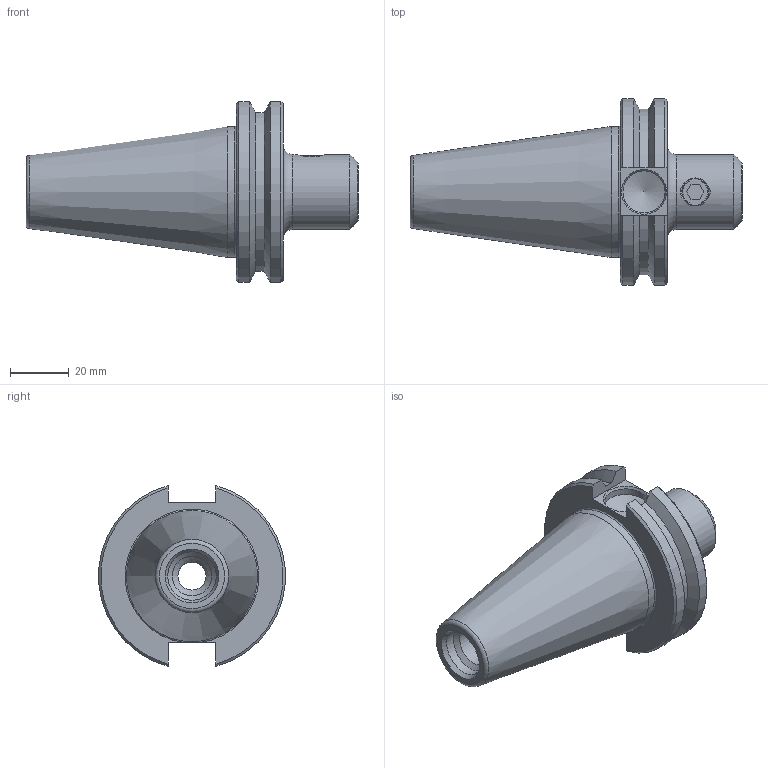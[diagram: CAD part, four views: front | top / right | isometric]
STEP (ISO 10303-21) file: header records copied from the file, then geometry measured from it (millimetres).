
FILE_DESCRIPTION((''),'2;1');
FILE_NAME('C40-37EM1.iam.stp','2014-07-07T09:43:16',(''),(''),'Autodesk Inventor 2012','Autodesk Inventor 2012','');
FILE_SCHEMA(('AUTOMOTIVE_DESIGN { 1 0 10303 214 1 1 1 1 }'));
Length unit declared in the file: inch
Products named in the file (3): C40-37EM1; C40-37EM1-1; 029-902
Assembly tree (2 placements, depth 2):
  C40-37EM1
    C40-37EM1-1
    029-902
Bounding box: 112.71 x 63.26 x 61.38 mm (x, y, z)
Volume: 112395.3 mm3; surface area: 23043.6 mm2
Topology: 2 solids, 2 shells, 57 faces, 141 edges, 90 vertices
Faces by surface type: cone 20, plane 19, cylinder 14, torus 4
Full cylindrical faces by diameter (mm): 8.382 x1, 9.525 x2, 13.386 x1, 14.3 x1, 16.459 x1, 25.4 x1, 44.45 x1
Entity records: 1716 total; most frequent: CARTESIAN_POINT 398, DIRECTION 257, ORIENTED_EDGE 228, EDGE_CURVE 114, AXIS2_PLACEMENT_3D 105, VERTEX_POINT 85, EDGE_LOOP 85, FACE_OUTER_BOUND 57
